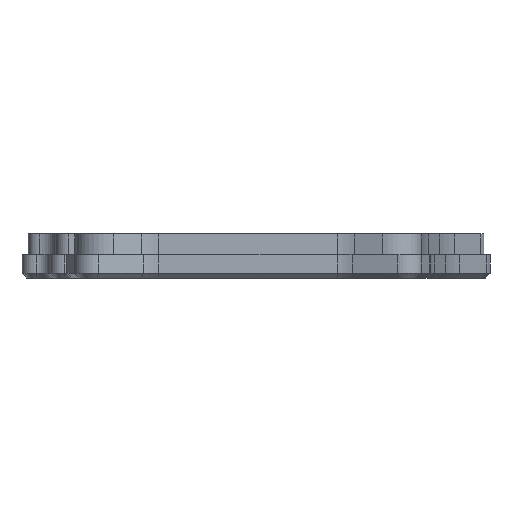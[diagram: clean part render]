
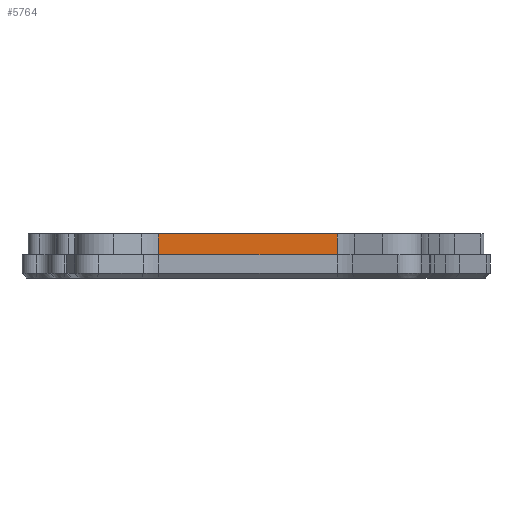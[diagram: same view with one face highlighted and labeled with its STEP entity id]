
A CAD part, left-side view. The second image highlights one B-rep face of the part: STEP entity #5764.
In plain terms, the highlighted planar face has unit normal (-1, 0, 0).
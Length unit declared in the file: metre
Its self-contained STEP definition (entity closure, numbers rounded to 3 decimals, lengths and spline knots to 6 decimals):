
#141=PLANE('',#6255);
#251=LINE('',#8428,#832);
#567=LINE('',#9318,#1148);
#568=LINE('',#9320,#1149);
#569=LINE('',#9322,#1150);
#832=VECTOR('',#6623,1.);
#1148=VECTOR('',#7489,1.);
#1149=VECTOR('',#7492,1.);
#1150=VECTOR('',#7493,1.);
#2220=ORIENTED_EDGE('',*,*,#3583,.F.);
#2221=ORIENTED_EDGE('',*,*,#3584,.F.);
#2222=ORIENTED_EDGE('',*,*,#3137,.T.);
#2223=ORIENTED_EDGE('',*,*,#3582,.T.);
#3137=EDGE_CURVE('',#3990,#3989,#251,.T.);
#3582=EDGE_CURVE('',#3989,#4288,#567,.T.);
#3583=EDGE_CURVE('',#4289,#4288,#568,.T.);
#3584=EDGE_CURVE('',#3990,#4289,#569,.T.);
#3989=VERTEX_POINT('',#8427);
#3990=VERTEX_POINT('',#8429);
#4288=VERTEX_POINT('',#9317);
#4289=VERTEX_POINT('',#9321);
#4933=EDGE_LOOP('',(#2220,#2221,#2222,#2223));
#5294=FACE_BOUND('',#4933,.T.);
#5764=ADVANCED_FACE('',(#5294),#141,.T.);
#6255=AXIS2_PLACEMENT_3D('',#9319,#7490,#7491);
#6623=DIRECTION('',(0.,1.,0.));
#7489=DIRECTION('',(0.,0.,-1.));
#7490=DIRECTION('',(-1.,0.,0.));
#7491=DIRECTION('',(0.,0.,1.));
#7492=DIRECTION('',(0.,1.,0.));
#7493=DIRECTION('',(0.,0.,-1.));
#8427=CARTESIAN_POINT('',(-0.058287,0.021274,0.0074));
#8428=CARTESIAN_POINT('',(-0.058287,0.00227,0.0074));
#8429=CARTESIAN_POINT('',(-0.058287,-0.016733,0.0074));
#9317=CARTESIAN_POINT('',(-0.058287,0.021274,0.003));
#9318=CARTESIAN_POINT('',(-0.058287,0.021274,0.0074));
#9319=CARTESIAN_POINT('',(-0.058287,0.00227,0.0074));
#9320=CARTESIAN_POINT('',(-0.058287,0.00227,0.003));
#9321=CARTESIAN_POINT('',(-0.058287,-0.016733,0.003));
#9322=CARTESIAN_POINT('',(-0.058287,-0.016733,0.0074));
